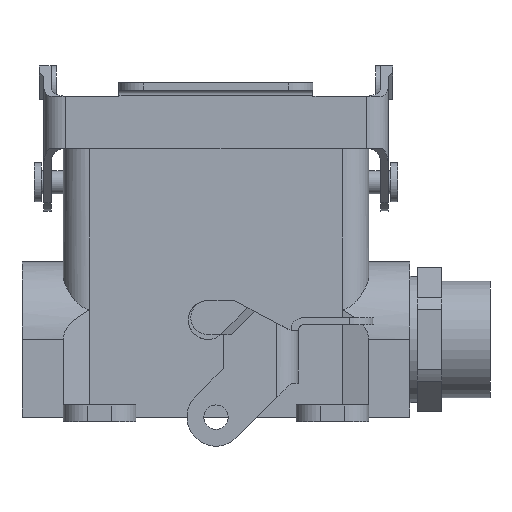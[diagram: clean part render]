
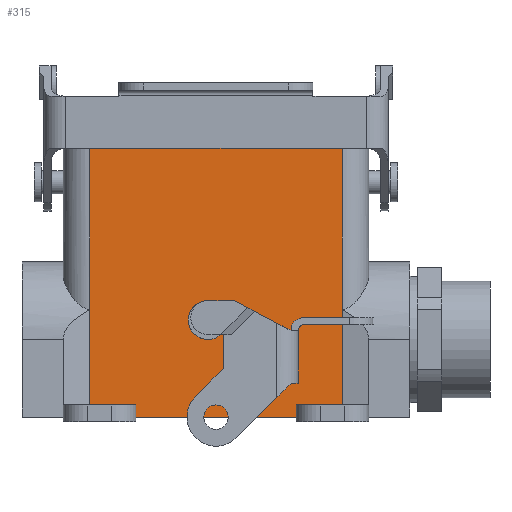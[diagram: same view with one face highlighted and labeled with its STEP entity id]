
A CAD part, front view. The second image highlights one B-rep face of the part: STEP entity #315.
In plain terms, the highlighted planar face has unit normal (0, -1, 0).
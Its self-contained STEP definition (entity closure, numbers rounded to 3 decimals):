
#315 = ADVANCED_FACE( '', ( #754 ), #755, .T. );
#754 = FACE_OUTER_BOUND( '', #1356, .T. );
#755 = PLANE( '', #1357 );
#1356 = EDGE_LOOP( '', ( #2221, #2222, #2223, #2224, #2225, #2226, #2227, #2228, #2229, #2230 ) );
#1357 = AXIS2_PLACEMENT_3D( '', #2231, #2232, #2233 );
#2221 = ORIENTED_EDGE( '', *, *, #3654, .T. );
#2222 = ORIENTED_EDGE( '', *, *, #3655, .F. );
#2223 = ORIENTED_EDGE( '', *, *, #3656, .T. );
#2224 = ORIENTED_EDGE( '', *, *, #3657, .F. );
#2225 = ORIENTED_EDGE( '', *, *, #3658, .F. );
#2226 = ORIENTED_EDGE( '', *, *, #3659, .T. );
#2227 = ORIENTED_EDGE( '', *, *, #3660, .F. );
#2228 = ORIENTED_EDGE( '', *, *, #3661, .F. );
#2229 = ORIENTED_EDGE( '', *, *, #3435, .F. );
#2230 = ORIENTED_EDGE( '', *, *, #3662, .T. );
#2231 = CARTESIAN_POINT( '', ( -26., -14.75, 56. ) );
#2232 = DIRECTION( '', ( 0., -1., 0. ) );
#2233 = DIRECTION( '', ( 0., 0., 1. ) );
#3435 = EDGE_CURVE( '', #4085, #4087, #4088, .T. );
#3654 = EDGE_CURVE( '', #4451, #4452, #4453, .T. );
#3655 = EDGE_CURVE( '', #4454, #4452, #4455, .T. );
#3656 = EDGE_CURVE( '', #4454, #4456, #4457, .T. );
#3657 = EDGE_CURVE( '', #4458, #4456, #4459, .T. );
#3658 = EDGE_CURVE( '', #4460, #4458, #4461, .T. );
#3659 = EDGE_CURVE( '', #4460, #4462, #4463, .T. );
#3660 = EDGE_CURVE( '', #4464, #4462, #4465, .T. );
#3661 = EDGE_CURVE( '', #4087, #4464, #4466, .T. );
#3662 = EDGE_CURVE( '', #4085, #4451, #4467, .T. );
#4085 = VERTEX_POINT( '', #5029 );
#4087 = VERTEX_POINT( '', #5031 );
#4088 = LINE( '', #5032, #5033 );
#4451 = VERTEX_POINT( '', #5580 );
#4452 = VERTEX_POINT( '', #5581 );
#4453 = LINE( '', #5582, #5583 );
#4454 = VERTEX_POINT( '', #5584 );
#4455 = LINE( '', #5585, #5586 );
#4456 = VERTEX_POINT( '', #5587 );
#4457 = LINE( '', #5588, #5589 );
#4458 = VERTEX_POINT( '', #5590 );
#4459 = LINE( '', #5591, #5592 );
#4460 = VERTEX_POINT( '', #5593 );
#4461 = LINE( '', #5594, #5595 );
#4462 = VERTEX_POINT( '', #5596 );
#4463 = LINE( '', #5597, #5598 );
#4464 = VERTEX_POINT( '', #5599 );
#4465 = LINE( '', #5600, #5601 );
#4466 = LINE( '', #5602, #5603 );
#4467 = LINE( '', #5604, #5605 );
#5029 = CARTESIAN_POINT( '', ( -26., -14.75, 56. ) );
#5031 = CARTESIAN_POINT( '', ( 26., -14.75, 56. ) );
#5032 = CARTESIAN_POINT( '', ( -26., -14.75, 56. ) );
#5033 = VECTOR( '', #6406, 1000. );
#5580 = CARTESIAN_POINT( '', ( -26., -14.75, 22.2 ) );
#5581 = CARTESIAN_POINT( '', ( -26., -14.75, 2.5 ) );
#5582 = CARTESIAN_POINT( '', ( -26., -14.75, 70.654 ) );
#5583 = VECTOR( '', #6678, 1000. );
#5584 = CARTESIAN_POINT( '', ( -16.5, -14.75, 2.5 ) );
#5585 = CARTESIAN_POINT( '', ( -26., -14.75, 2.5 ) );
#5586 = VECTOR( '', #6679, 1000. );
#5587 = CARTESIAN_POINT( '', ( -16.5, -14.75, 0. ) );
#5588 = CARTESIAN_POINT( '', ( -16.5, -14.75, 56. ) );
#5589 = VECTOR( '', #6680, 1000. );
#5590 = CARTESIAN_POINT( '', ( 16.5, -14.75, 0. ) );
#5591 = CARTESIAN_POINT( '', ( 0., -14.75, 0. ) );
#5592 = VECTOR( '', #6681, 1000. );
#5593 = CARTESIAN_POINT( '', ( 16.5, -14.75, 2.5 ) );
#5594 = CARTESIAN_POINT( '', ( 16.5, -14.75, 56. ) );
#5595 = VECTOR( '', #6682, 1000. );
#5596 = CARTESIAN_POINT( '', ( 26., -14.75, 2.5 ) );
#5597 = CARTESIAN_POINT( '', ( 26., -14.75, 2.5 ) );
#5598 = VECTOR( '', #6683, 1000. );
#5599 = CARTESIAN_POINT( '', ( 26., -14.75, 22.2 ) );
#5600 = CARTESIAN_POINT( '', ( 26., -14.75, 70.654 ) );
#5601 = VECTOR( '', #6684, 1000. );
#5602 = CARTESIAN_POINT( '', ( 26., -14.75, 56. ) );
#5603 = VECTOR( '', #6685, 1000. );
#5604 = CARTESIAN_POINT( '', ( -26., -14.75, 56. ) );
#5605 = VECTOR( '', #6686, 1000. );
#6406 = DIRECTION( '', ( 1., 0., 0. ) );
#6678 = DIRECTION( '', ( 0., 0., -1. ) );
#6679 = DIRECTION( '', ( -1., 0., 0. ) );
#6680 = DIRECTION( '', ( 0., 0., -1. ) );
#6681 = DIRECTION( '', ( -1., 0., 0. ) );
#6682 = DIRECTION( '', ( 0., 0., -1. ) );
#6683 = DIRECTION( '', ( 1., 0., 0. ) );
#6684 = DIRECTION( '', ( 0., 0., -1. ) );
#6685 = DIRECTION( '', ( 0., 0., -1. ) );
#6686 = DIRECTION( '', ( 0., 0., -1. ) );
